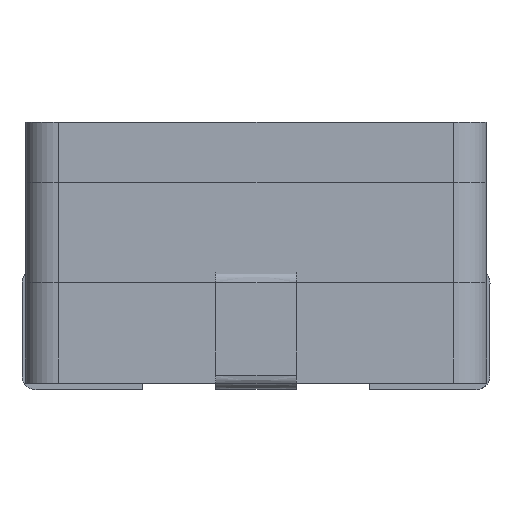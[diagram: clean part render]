
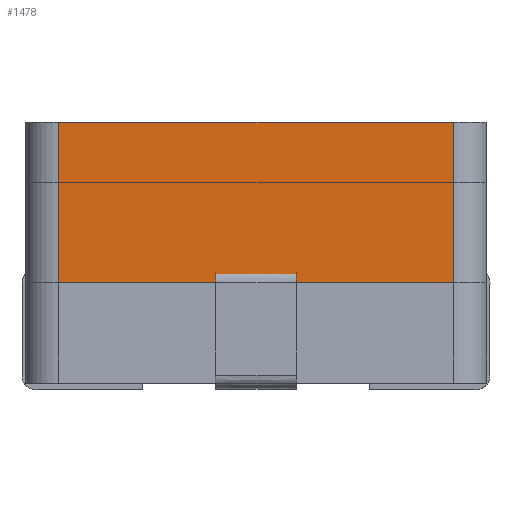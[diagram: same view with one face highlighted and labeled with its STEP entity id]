
A CAD part, left-side view. The second image highlights one B-rep face of the part: STEP entity #1478.
In plain terms, the highlighted planar face has unit normal (-1, 0, 0).
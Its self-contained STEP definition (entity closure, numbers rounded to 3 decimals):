
#1478 = ADVANCED_FACE( '', ( #2125 ), #2126, .F. );
#2125 = FACE_OUTER_BOUND( '', #2773, .T. );
#2126 = PLANE( '', #2774 );
#2773 = EDGE_LOOP( '', ( #4058, #4059, #4060, #4061 ) );
#2774 = AXIS2_PLACEMENT_3D( '', #4062, #4063, #4064 );
#4058 = ORIENTED_EDGE( '', *, *, #6600, .T. );
#4059 = ORIENTED_EDGE( '', *, *, #6512, .F. );
#4060 = ORIENTED_EDGE( '', *, *, #6440, .F. );
#4061 = ORIENTED_EDGE( '', *, *, #6677, .T. );
#4062 = CARTESIAN_POINT( '', ( -3.45, 2.95, 2.4 ) );
#4063 = DIRECTION( '', ( 1., 0., 0. ) );
#4064 = DIRECTION( '', ( 0., 1., 0. ) );
#6440 = EDGE_CURVE( '', #7151, #7138, #7153, .T. );
#6512 = EDGE_CURVE( '', #7138, #7292, #7296, .T. );
#6600 = EDGE_CURVE( '', #7452, #7292, #7453, .T. );
#6677 = EDGE_CURVE( '', #7151, #7452, #7580, .T. );
#7138 = VERTEX_POINT( '', #8284 );
#7151 = VERTEX_POINT( '', #8300 );
#7153 = LINE( '', #8302, #8303 );
#7292 = VERTEX_POINT( '', #8696 );
#7296 = LINE( '', #8701, #8702 );
#7452 = VERTEX_POINT( '', #9201 );
#7453 = LINE( '', #9202, #9203 );
#7580 = LINE( '', #9623, #9624 );
#8284 = CARTESIAN_POINT( '', ( -3.45, -2.95, 2.4 ) );
#8300 = CARTESIAN_POINT( '', ( -3.45, 2.95, 2.4 ) );
#8302 = CARTESIAN_POINT( '', ( -3.45, 2.95, 2.4 ) );
#8303 = VECTOR( '', #10299, 1000. );
#8696 = CARTESIAN_POINT( '', ( -3.45, -2.95, 0. ) );
#8701 = CARTESIAN_POINT( '', ( -3.45, -2.95, 2.4 ) );
#8702 = VECTOR( '', #10321, 1000. );
#9201 = CARTESIAN_POINT( '', ( -3.45, 2.95, 0. ) );
#9202 = CARTESIAN_POINT( '', ( -3.45, 2.95, 0. ) );
#9203 = VECTOR( '', #10376, 1000. );
#9623 = CARTESIAN_POINT( '', ( -3.45, 2.95, 2.4 ) );
#9624 = VECTOR( '', #10425, 1000. );
#10299 = DIRECTION( '', ( 0., -1., 0. ) );
#10321 = DIRECTION( '', ( 0., 0., -1. ) );
#10376 = DIRECTION( '', ( 0., -1., 0. ) );
#10425 = DIRECTION( '', ( 0., 0., -1. ) );
